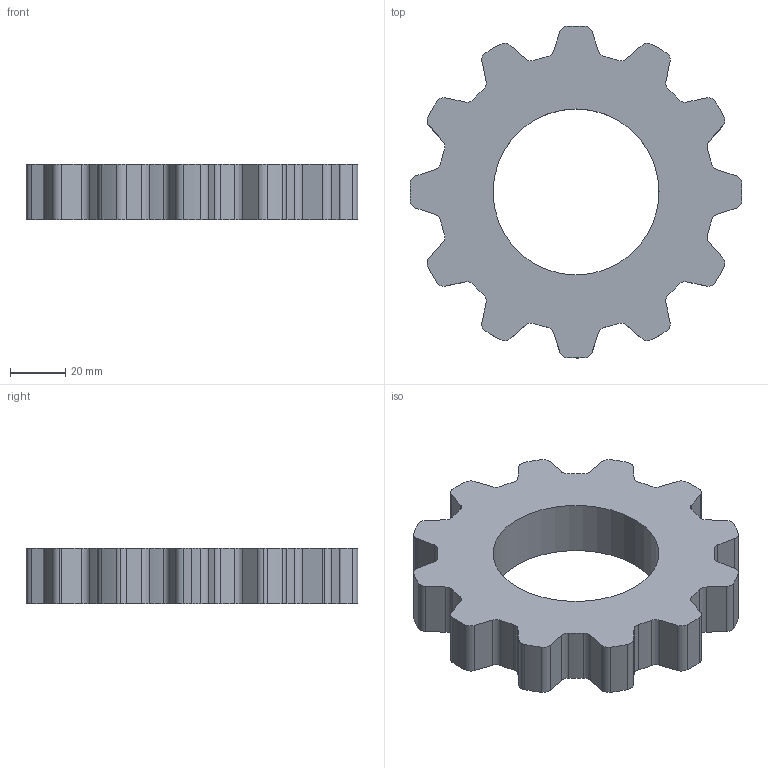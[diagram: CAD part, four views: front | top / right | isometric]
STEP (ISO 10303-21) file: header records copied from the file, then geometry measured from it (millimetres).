
FILE_DESCRIPTION (( 'STEP AP214' ), '1' );
FILE_NAME ('Gear.STEP', '2024-08-29T15:22:26', ( '' ), ( '' ), 'SwSTEP 2.0', 'SolidWorks 2022', '' );
FILE_SCHEMA (( 'AUTOMOTIVE_DESIGN' ));
Length unit declared in the file: millimetre
Products named in the file (1): Gear
Bounding box: 119.99 x 119.98 x 20 mm (x, y, z)
Volume: 133847.5 mm3; surface area: 26688.5 mm2
Topology: 1 solids, 1 shells, 109 faces, 321 edges, 214 vertices
Faces by surface type: cylinder 83, plane 26
Entity records: 3759 total; most frequent: DIRECTION 707, CARTESIAN_POINT 645, ORIENTED_EDGE 642, EDGE_CURVE 321, AXIS2_PLACEMENT_3D 276, VERTEX_POINT 214, CIRCLE 166, VECTOR 155
